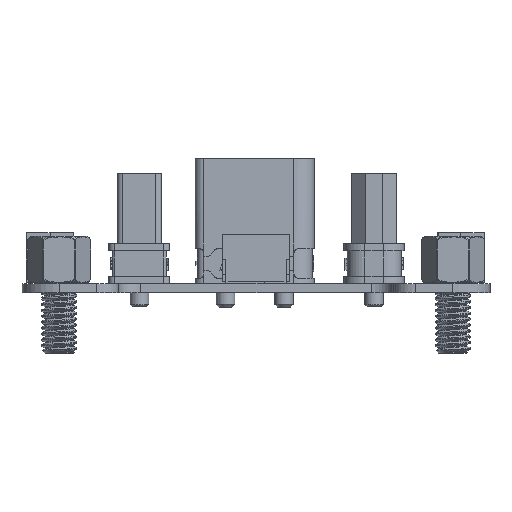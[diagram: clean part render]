
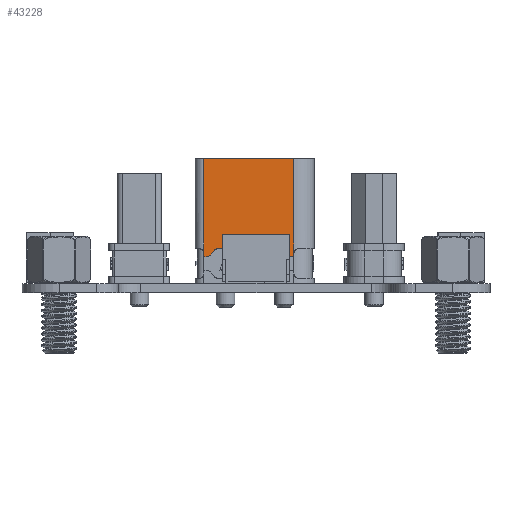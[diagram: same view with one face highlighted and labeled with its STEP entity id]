
A CAD part, front view. The second image highlights one B-rep face of the part: STEP entity #43228.
In plain terms, the highlighted face is planar.
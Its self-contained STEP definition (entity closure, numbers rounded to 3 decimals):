
#42867 = EDGE_CURVE('',#42868,#42870,#42872,.T.);
#42868 = VERTEX_POINT('',#42869);
#42869 = CARTESIAN_POINT('',(-2.6,-2.35,2.191));
#42870 = VERTEX_POINT('',#42871);
#42871 = CARTESIAN_POINT('',(-2.6,-2.35,-3.191));
#42872 = LINE('',#42873,#42874);
#42873 = CARTESIAN_POINT('',(-2.6,-2.35,3.35));
#42874 = VECTOR('',#42875,1.);
#42875 = DIRECTION('',(0.,0.,-1.));
#42939 = VERTEX_POINT('',#42940);
#42940 = CARTESIAN_POINT('',(-2.6,5.35,3.35));
#42947 = EDGE_CURVE('',#42939,#42948,#42950,.T.);
#42948 = VERTEX_POINT('',#42949);
#42949 = CARTESIAN_POINT('',(-2.6,-2.7,3.35));
#42950 = LINE('',#42951,#42952);
#42951 = CARTESIAN_POINT('',(-2.6,5.35,3.35));
#42952 = VECTOR('',#42953,1.);
#42953 = DIRECTION('',(0.,-1.,0.));
#43198 = VERTEX_POINT('',#43199);
#43199 = CARTESIAN_POINT('',(-2.6,-2.7,-4.35));
#43208 = EDGE_CURVE('',#43209,#43198,#43211,.T.);
#43209 = VERTEX_POINT('',#43210);
#43210 = CARTESIAN_POINT('',(-2.6,5.35,-4.35));
#43211 = LINE('',#43212,#43213);
#43212 = CARTESIAN_POINT('',(-2.6,5.35,-4.35));
#43213 = VECTOR('',#43214,1.);
#43214 = DIRECTION('',(0.,-1.,0.));
#43228 = ADVANCED_FACE('',(#43229),#43320,.F.);
#43229 = FACE_BOUND('',#43230,.T.);
#43230 = EDGE_LOOP('',(#43231,#43241,#43250,#43258,#43265,#43266,#43275,
    #43283,#43292,#43300,#43306,#43307,#43313,#43314));
#43231 = ORIENTED_EDGE('',*,*,#43232,.T.);
#43232 = EDGE_CURVE('',#43233,#43235,#43237,.T.);
#43233 = VERTEX_POINT('',#43234);
#43234 = CARTESIAN_POINT('',(-2.6,-3.,-4.35));
#43235 = VERTEX_POINT('',#43236);
#43236 = CARTESIAN_POINT('',(-2.6,-3.,-4.075));
#43237 = LINE('',#43238,#43239);
#43238 = CARTESIAN_POINT('',(-2.6,-3.,0.));
#43239 = VECTOR('',#43240,1.);
#43240 = DIRECTION('',(0.,0.,1.));
#43241 = ORIENTED_EDGE('',*,*,#43242,.T.);
#43242 = EDGE_CURVE('',#43235,#43243,#43245,.T.);
#43243 = VERTEX_POINT('',#43244);
#43244 = CARTESIAN_POINT('',(-2.6,-2.88,-3.811));
#43245 = CIRCLE('',#43246,0.35);
#43246 = AXIS2_PLACEMENT_3D('',#43247,#43248,#43249);
#43247 = CARTESIAN_POINT('',(-2.6,-2.65,-4.075));
#43248 = DIRECTION('',(-1.,0.,0.));
#43249 = DIRECTION('',(0.,0.,-1.));
#43250 = ORIENTED_EDGE('',*,*,#43251,.T.);
#43251 = EDGE_CURVE('',#43243,#43252,#43254,.T.);
#43252 = VERTEX_POINT('',#43253);
#43253 = CARTESIAN_POINT('',(-2.6,-2.47,-3.455));
#43254 = LINE('',#43255,#43256);
#43255 = CARTESIAN_POINT('',(-2.6,0.647,-0.744));
#43256 = VECTOR('',#43257,1.);
#43257 = DIRECTION('',(0.,0.755,0.656
    ));
#43258 = ORIENTED_EDGE('',*,*,#43259,.T.);
#43259 = EDGE_CURVE('',#43252,#42870,#43260,.T.);
#43260 = CIRCLE('',#43261,0.35);
#43261 = AXIS2_PLACEMENT_3D('',#43262,#43263,#43264);
#43262 = CARTESIAN_POINT('',(-2.6,-2.7,-3.191));
#43263 = DIRECTION('',(1.,0.,0.));
#43264 = DIRECTION('',(0.,0.,-1.));
#43265 = ORIENTED_EDGE('',*,*,#42867,.F.);
#43266 = ORIENTED_EDGE('',*,*,#43267,.T.);
#43267 = EDGE_CURVE('',#42868,#43268,#43270,.T.);
#43268 = VERTEX_POINT('',#43269);
#43269 = CARTESIAN_POINT('',(-2.6,-2.47,2.455));
#43270 = CIRCLE('',#43271,0.35);
#43271 = AXIS2_PLACEMENT_3D('',#43272,#43273,#43274);
#43272 = CARTESIAN_POINT('',(-2.6,-2.7,2.191));
#43273 = DIRECTION('',(1.,0.,0.));
#43274 = DIRECTION('',(0.,0.,-1.));
#43275 = ORIENTED_EDGE('',*,*,#43276,.F.);
#43276 = EDGE_CURVE('',#43277,#43268,#43279,.T.);
#43277 = VERTEX_POINT('',#43278);
#43278 = CARTESIAN_POINT('',(-2.6,-2.88,2.811));
#43279 = LINE('',#43280,#43281);
#43280 = CARTESIAN_POINT('',(-2.6,0.152,0.175));
#43281 = VECTOR('',#43282,1.);
#43282 = DIRECTION('',(0.,0.755,
    -0.656));
#43283 = ORIENTED_EDGE('',*,*,#43284,.T.);
#43284 = EDGE_CURVE('',#43277,#43285,#43287,.T.);
#43285 = VERTEX_POINT('',#43286);
#43286 = CARTESIAN_POINT('',(-2.6,-3.,3.075));
#43287 = CIRCLE('',#43288,0.35);
#43288 = AXIS2_PLACEMENT_3D('',#43289,#43290,#43291);
#43289 = CARTESIAN_POINT('',(-2.6,-2.65,3.075));
#43290 = DIRECTION('',(-1.,0.,0.));
#43291 = DIRECTION('',(0.,0.,-1.));
#43292 = ORIENTED_EDGE('',*,*,#43293,.T.);
#43293 = EDGE_CURVE('',#43285,#43294,#43296,.T.);
#43294 = VERTEX_POINT('',#43295);
#43295 = CARTESIAN_POINT('',(-2.6,-3.,3.35));
#43296 = LINE('',#43297,#43298);
#43297 = CARTESIAN_POINT('',(-2.6,-3.,0.));
#43298 = VECTOR('',#43299,1.);
#43299 = DIRECTION('',(0.,0.,1.));
#43300 = ORIENTED_EDGE('',*,*,#43301,.T.);
#43301 = EDGE_CURVE('',#43294,#42948,#43302,.T.);
#43302 = LINE('',#43303,#43304);
#43303 = CARTESIAN_POINT('',(-2.6,0.,3.35));
#43304 = VECTOR('',#43305,1.);
#43305 = DIRECTION('',(0.,1.,0.));
#43306 = ORIENTED_EDGE('',*,*,#42947,.F.);
#43307 = ORIENTED_EDGE('',*,*,#43308,.F.);
#43308 = EDGE_CURVE('',#43209,#42939,#43309,.T.);
#43309 = LINE('',#43310,#43311);
#43310 = CARTESIAN_POINT('',(-2.6,5.35,3.35));
#43311 = VECTOR('',#43312,1.);
#43312 = DIRECTION('',(0.,0.,1.));
#43313 = ORIENTED_EDGE('',*,*,#43208,.T.);
#43314 = ORIENTED_EDGE('',*,*,#43315,.T.);
#43315 = EDGE_CURVE('',#43198,#43233,#43316,.T.);
#43316 = LINE('',#43317,#43318);
#43317 = CARTESIAN_POINT('',(-2.6,0.,-4.35));
#43318 = VECTOR('',#43319,1.);
#43319 = DIRECTION('',(0.,-1.,0.));
#43320 = PLANE('',#43321);
#43321 = AXIS2_PLACEMENT_3D('',#43322,#43323,#43324);
#43322 = CARTESIAN_POINT('',(-2.6,5.35,3.35));
#43323 = DIRECTION('',(1.,0.,0.));
#43324 = DIRECTION('',(0.,0.,-1.));
